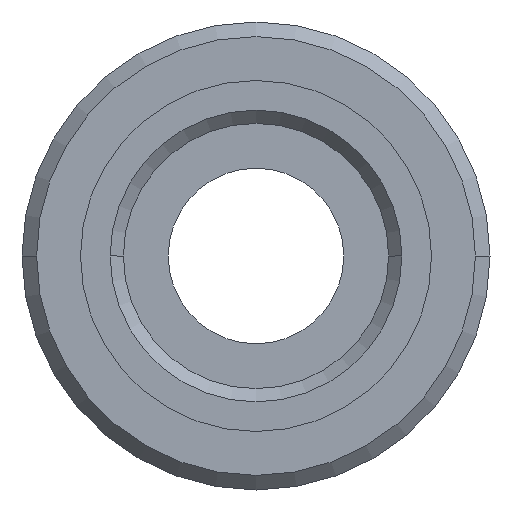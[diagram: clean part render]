
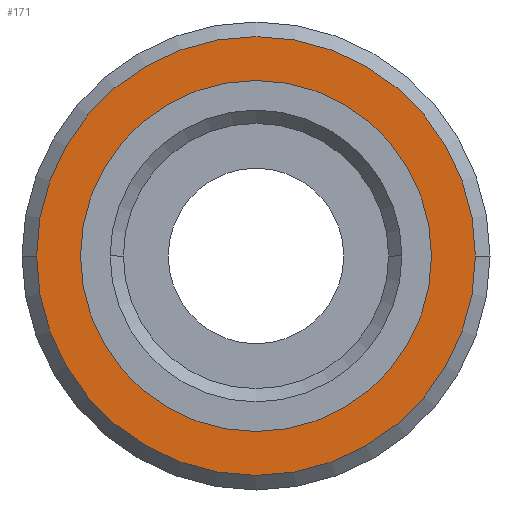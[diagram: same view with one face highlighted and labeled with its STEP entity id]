
A CAD part, front view. The second image highlights one B-rep face of the part: STEP entity #171.
In plain terms, the highlighted planar face has unit normal (0, -1, 0).
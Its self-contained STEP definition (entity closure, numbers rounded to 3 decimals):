
#171=ADVANCED_FACE('',(#366,#367),#368,.T.);
#366=FACE_BOUND('',#583,.T.);
#367=FACE_OUTER_BOUND('',#584,.T.);
#368=PLANE('',#585);
#583=EDGE_LOOP('',(#1005,#1006));
#584=EDGE_LOOP('',(#1007,#1008));
#585=AXIS2_PLACEMENT_3D('',#1009,#1010,#1011);
#1005=ORIENTED_EDGE('',*,*,#1283,.T.);
#1006=ORIENTED_EDGE('',*,*,#1242,.T.);
#1007=ORIENTED_EDGE('',*,*,#1339,.F.);
#1008=ORIENTED_EDGE('',*,*,#1237,.F.);
#1009=CARTESIAN_POINT('',(5.625,0.1,0.0));
#1010=DIRECTION('',(-0.0,-1.0,-0.0));
#1011=DIRECTION('',(-1.0,0.0,0.0));
#1237=EDGE_CURVE('',#1460,#1455,#1462,.T.);
#1242=EDGE_CURVE('',#1465,#1469,#1471,.T.);
#1283=EDGE_CURVE('',#1469,#1465,#1536,.T.);
#1339=EDGE_CURVE('',#1455,#1460,#1617,.T.);
#1455=VERTEX_POINT('',#1746);
#1460=VERTEX_POINT('',#1752);
#1462=CIRCLE('',#1755,11.25);
#1465=VERTEX_POINT('',#1758);
#1469=VERTEX_POINT('',#1763);
#1471=CIRCLE('',#1766,9.0);
#1536=CIRCLE('',#1871,9.0);
#1617=CIRCLE('',#2109,11.25);
#1746=CARTESIAN_POINT('',(11.25,0.1,0.0));
#1752=CARTESIAN_POINT('',(-11.25,0.1,0.));
#1755=AXIS2_PLACEMENT_3D('',#2351,#2352,#2353);
#1758=CARTESIAN_POINT('',(9.0,0.1,0.));
#1763=CARTESIAN_POINT('',(-9.0,0.1,0.));
#1766=AXIS2_PLACEMENT_3D('',#2359,#2360,#2361);
#1871=AXIS2_PLACEMENT_3D('',#2429,#2430,#2431);
#2109=AXIS2_PLACEMENT_3D('',#2494,#2495,#2496);
#2351=CARTESIAN_POINT('',(0.0,0.1,0.0));
#2352=DIRECTION('',(-0.0,1.0,0.0));
#2353=DIRECTION('',(1.0,0.0,0.0));
#2359=CARTESIAN_POINT('',(0.0,0.1,0.0));
#2360=DIRECTION('',(-0.0,1.0,0.0));
#2361=DIRECTION('',(1.0,0.0,0.0));
#2429=CARTESIAN_POINT('',(0.0,0.1,0.0));
#2430=DIRECTION('',(-0.0,1.0,0.0));
#2431=DIRECTION('',(1.0,0.0,0.0));
#2494=CARTESIAN_POINT('',(0.0,0.1,0.0));
#2495=DIRECTION('',(-0.0,1.0,0.0));
#2496=DIRECTION('',(1.0,0.0,0.0));
